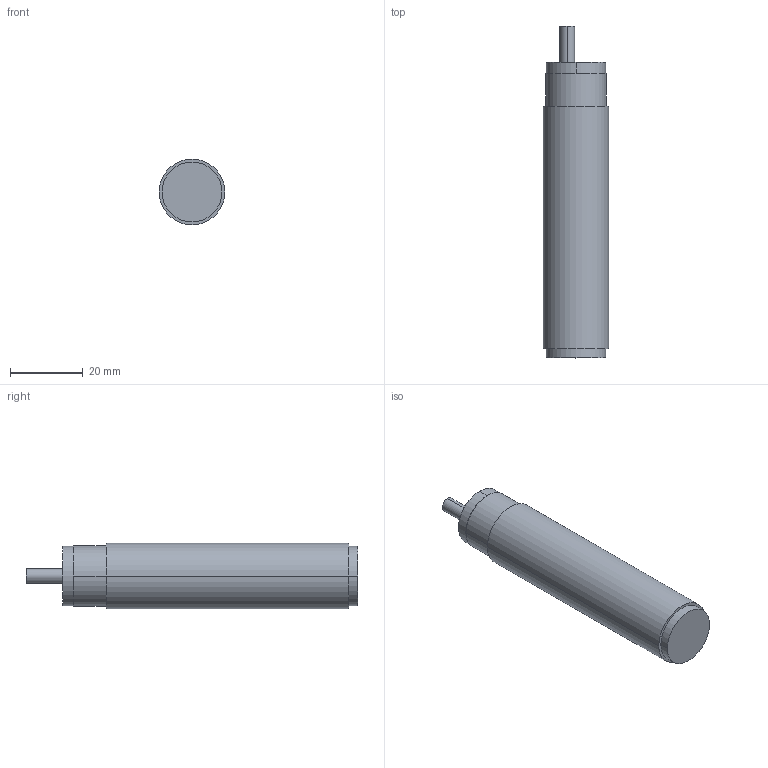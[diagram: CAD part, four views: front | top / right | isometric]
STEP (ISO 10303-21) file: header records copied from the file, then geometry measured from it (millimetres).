
FILE_DESCRIPTION((''),'2;1');
FILE_NAME('DM_CAD-3172','2017-08-02T',('creinig-se'),(''),'PRO/ENGINEER BY PARAMETRIC TECHNOLOGY CORPORATION, 2015440','PRO/ENGINEER BY PARAMETRIC TECHNOLOGY CORPORATION, 2015440','');
FILE_SCHEMA(('CONFIG_CONTROL_DESIGN'));
Length unit declared in the file: millimetre
Products named in the file (1): DM_CAD-3172
Bounding box: 18 x 91 x 18 mm (x, y, z)
Volume: 20157.5 mm3; surface area: 5147.8 mm2
Topology: 1 solids, 1 shells, 16 faces, 83 edges, 78 vertices
Faces by surface type: cylinder 10, plane 6
Entity records: 1207 total; most frequent: DIRECTION 153, CARTESIAN_POINT 120, PRESENTATION_STYLE_ASSIGNMENT 102, STYLED_ITEM 99, CURVE_STYLE 90, ORIENTED_EDGE 60, AXIS2_PLACEMENT_3D 53, TRIMMED_CURVE 53
